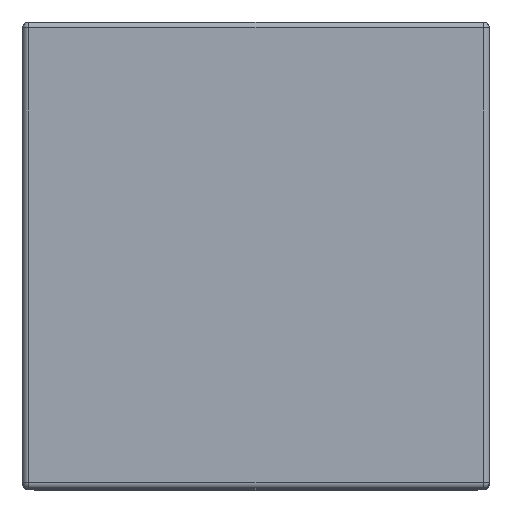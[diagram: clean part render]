
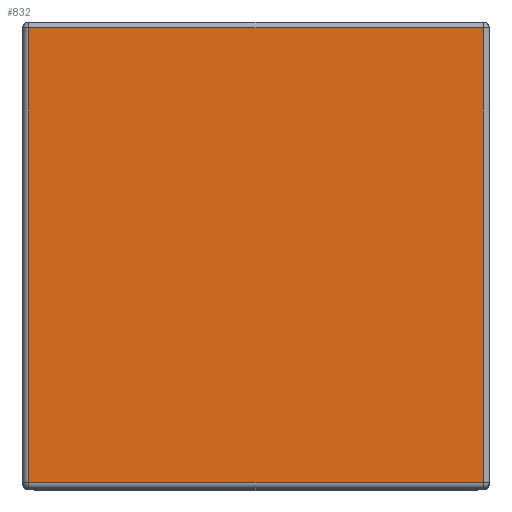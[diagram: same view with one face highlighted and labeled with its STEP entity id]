
A CAD part, top view. The second image highlights one B-rep face of the part: STEP entity #832.
In plain terms, the highlighted planar face has unit normal (0, 0, 1).
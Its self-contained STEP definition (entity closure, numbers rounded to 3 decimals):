
#375=DIRECTION('',(0.,-1.,0.));
#376=VECTOR('',#375,39.);
#377=CARTESIAN_POINT('',(-19.5,19.5,40.5));
#378=LINE('',#377,#376);
#382=DIRECTION('',(-1.,0.,0.));
#383=VECTOR('',#382,39.);
#384=CARTESIAN_POINT('',(19.5,19.5,40.5));
#385=LINE('',#384,#383);
#389=DIRECTION('',(0.,1.,0.));
#390=VECTOR('',#389,39.);
#391=CARTESIAN_POINT('',(19.5,-19.5,40.5));
#392=LINE('',#391,#390);
#396=DIRECTION('',(1.,0.,0.));
#397=VECTOR('',#396,39.);
#398=CARTESIAN_POINT('',(-19.5,-19.5,40.5));
#399=LINE('',#398,#397);
#493=CARTESIAN_POINT('',(-19.5,19.5,40.5));
#494=CARTESIAN_POINT('',(-19.5,-19.5,40.5));
#495=VERTEX_POINT('',#493);
#496=VERTEX_POINT('',#494);
#503=CARTESIAN_POINT('',(19.5,-19.5,40.5));
#504=VERTEX_POINT('',#503);
#511=CARTESIAN_POINT('',(19.5,19.5,40.5));
#512=VERTEX_POINT('',#511);
#818=CARTESIAN_POINT('',(0.,0.,40.5));
#819=DIRECTION('',(0.,0.,1.));
#820=DIRECTION('',(1.,0.,0.));
#821=AXIS2_PLACEMENT_3D('',#818,#819,#820);
#822=PLANE('',#821);
#824=ORIENTED_EDGE('',*,*,#823,.F.);
#826=ORIENTED_EDGE('',*,*,#825,.F.);
#828=ORIENTED_EDGE('',*,*,#827,.F.);
#829=ORIENTED_EDGE('',*,*,#811,.F.);
#830=EDGE_LOOP('',(#824,#826,#828,#829));
#831=FACE_OUTER_BOUND('',#830,.F.);
#832=ADVANCED_FACE('',(#831),#822,.T.);
#811=EDGE_CURVE('',#496,#504,#399,.T.);
#823=EDGE_CURVE('',#495,#496,#378,.T.);
#825=EDGE_CURVE('',#512,#495,#385,.T.);
#827=EDGE_CURVE('',#504,#512,#392,.T.);
